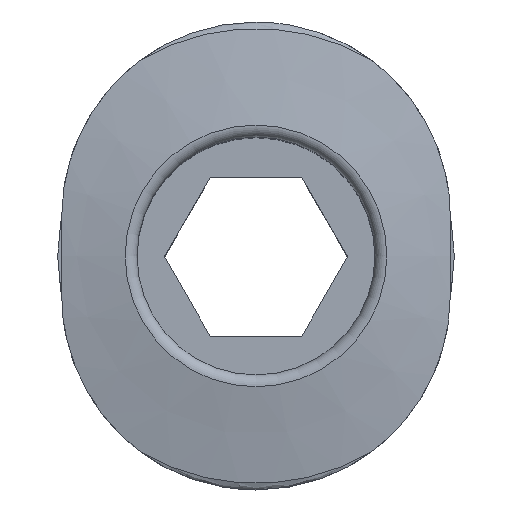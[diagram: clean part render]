
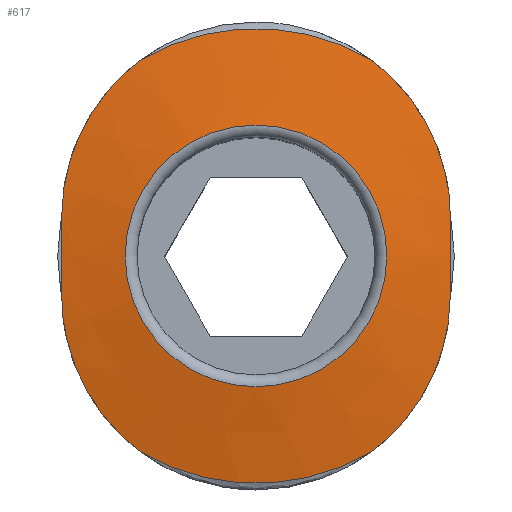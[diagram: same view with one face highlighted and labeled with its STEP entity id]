
A CAD part, top view. The second image highlights one B-rep face of the part: STEP entity #617.
In plain terms, the highlighted conical face has half-angle 80 degrees and reference radius 3.3 mm.
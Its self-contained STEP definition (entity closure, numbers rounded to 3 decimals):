
#20=B_SPLINE_CURVE_WITH_KNOTS('',3,(#834,#835,#836,#837),.UNSPECIFIED.,
 .F.,.F.,(4,4),(0.,0.005),.UNSPECIFIED.);
#23=B_SPLINE_CURVE_WITH_KNOTS('',3,(#850,#851,#852,#853),.UNSPECIFIED.,
 .F.,.F.,(4,4),(0.,0.005),.UNSPECIFIED.);
#24=B_SPLINE_CURVE_WITH_KNOTS('',3,(#858,#859,#860,#861),.UNSPECIFIED.,
 .F.,.F.,(4,4),(0.002,0.004),.UNSPECIFIED.);
#25=B_SPLINE_CURVE_WITH_KNOTS('',3,(#865,#866,#867,#868),.UNSPECIFIED.,
 .F.,.F.,(4,4),(0.,0.005),.UNSPECIFIED.);
#28=B_SPLINE_CURVE_WITH_KNOTS('',3,(#880,#881,#882,#883),.UNSPECIFIED.,
 .F.,.F.,(4,4),(0.,0.005),.UNSPECIFIED.);
#29=B_SPLINE_CURVE_WITH_KNOTS('',3,(#887,#888,#889,#890),.UNSPECIFIED.,
 .F.,.F.,(4,4),(0.002,0.004),.UNSPECIFIED.);
#37=CONICAL_SURFACE('',#665,3.3,1.396);
#139=ORIENTED_EDGE('',*,*,#220,.F.);
#140=ORIENTED_EDGE('',*,*,#205,.F.);
#141=ORIENTED_EDGE('',*,*,#218,.F.);
#142=ORIENTED_EDGE('',*,*,#216,.F.);
#143=ORIENTED_EDGE('',*,*,#219,.F.);
#144=ORIENTED_EDGE('',*,*,#213,.F.);
#145=ORIENTED_EDGE('',*,*,#211,.F.);
#146=ORIENTED_EDGE('',*,*,#208,.F.);
#147=ORIENTED_EDGE('',*,*,#221,.T.);
#205=EDGE_CURVE('',#257,#258,#20,.T.);
#208=EDGE_CURVE('',#260,#261,#23,.T.);
#211=EDGE_CURVE('',#261,#262,#24,.T.);
#213=EDGE_CURVE('',#262,#263,#25,.T.);
#216=EDGE_CURVE('',#265,#266,#28,.T.);
#218=EDGE_CURVE('',#266,#257,#29,.T.);
#219=EDGE_CURVE('',#263,#265,#295,.T.);
#220=EDGE_CURVE('',#258,#260,#296,.T.);
#221=EDGE_CURVE('',#267,#267,#297,.T.);
#257=VERTEX_POINT('',#838);
#258=VERTEX_POINT('',#839);
#260=VERTEX_POINT('',#849);
#261=VERTEX_POINT('',#854);
#262=VERTEX_POINT('',#862);
#263=VERTEX_POINT('',#869);
#265=VERTEX_POINT('',#879);
#266=VERTEX_POINT('',#884);
#267=VERTEX_POINT('',#897);
#295=CIRCLE('',#662,5.735);
#296=CIRCLE('',#664,5.735);
#297=CIRCLE('',#666,3.3);
#328=EDGE_LOOP('',(#139,#140,#141,#142,#143,#144,#145,#146));
#329=EDGE_LOOP('',(#147));
#372=FACE_BOUND('',#328,.T.);
#373=FACE_BOUND('',#329,.T.);
#617=ADVANCED_FACE('',(#372,#373),#37,.T.);
#662=AXIS2_PLACEMENT_3D('',#892,#745,#746);
#664=AXIS2_PLACEMENT_3D('',#894,#749,#750);
#665=AXIS2_PLACEMENT_3D('',#895,#751,#752);
#666=AXIS2_PLACEMENT_3D('',#896,#753,#754);
#745=DIRECTION('',(0.,0.,-1.));
#746=DIRECTION('',(-1.,0.,0.));
#749=DIRECTION('',(0.,0.,-1.));
#750=DIRECTION('',(-1.,0.,0.));
#751=DIRECTION('',(0.,0.,-1.));
#752=DIRECTION('',(-1.,0.,0.));
#753=DIRECTION('',(0.,0.,-1.));
#754=DIRECTION('',(-1.,0.,0.));
#834=CARTESIAN_POINT('',(-4.9,1.,12.4));
#835=CARTESIAN_POINT('',(-4.9,2.538,12.346));
#836=CARTESIAN_POINT('',(-4.151,4.024,12.299));
#837=CARTESIAN_POINT('',(-2.915,4.939,12.271));
#838=CARTESIAN_POINT('',(-4.9,1.,12.4));
#839=CARTESIAN_POINT('',(-2.915,4.939,12.271));
#849=CARTESIAN_POINT('',(2.915,4.939,12.271));
#850=CARTESIAN_POINT('',(2.915,4.939,12.271));
#851=CARTESIAN_POINT('',(4.151,4.024,12.299));
#852=CARTESIAN_POINT('',(4.9,2.537,12.346));
#853=CARTESIAN_POINT('',(4.9,1.,12.4));
#854=CARTESIAN_POINT('',(4.9,1.,12.4));
#858=CARTESIAN_POINT('',(4.9,1.,12.4));
#859=CARTESIAN_POINT('',(4.9,0.333,12.424));
#860=CARTESIAN_POINT('',(4.9,-0.333,12.424));
#861=CARTESIAN_POINT('',(4.9,-1.,12.4));
#862=CARTESIAN_POINT('',(4.9,-1.,12.4));
#865=CARTESIAN_POINT('',(4.9,-1.,12.4));
#866=CARTESIAN_POINT('',(4.9,-2.538,12.346));
#867=CARTESIAN_POINT('',(4.151,-4.024,12.299));
#868=CARTESIAN_POINT('',(2.915,-4.939,12.271));
#869=CARTESIAN_POINT('',(2.915,-4.939,12.271));
#879=CARTESIAN_POINT('',(-2.915,-4.939,12.271));
#880=CARTESIAN_POINT('',(-2.915,-4.939,12.271));
#881=CARTESIAN_POINT('',(-4.151,-4.024,12.299));
#882=CARTESIAN_POINT('',(-4.9,-2.537,12.346));
#883=CARTESIAN_POINT('',(-4.9,-1.,12.4));
#884=CARTESIAN_POINT('',(-4.9,-1.,12.4));
#887=CARTESIAN_POINT('',(-4.9,-1.,12.4));
#888=CARTESIAN_POINT('',(-4.9,-0.333,12.424));
#889=CARTESIAN_POINT('',(-4.9,0.333,12.424));
#890=CARTESIAN_POINT('',(-4.9,1.,12.4));
#892=CARTESIAN_POINT('',(0.,0.,12.271));
#894=CARTESIAN_POINT('',(0.,0.,12.271));
#895=CARTESIAN_POINT('',(0.,0.,12.7));
#896=CARTESIAN_POINT('',(0.,0.,12.7));
#897=CARTESIAN_POINT('',(-3.3,0.,12.7));
